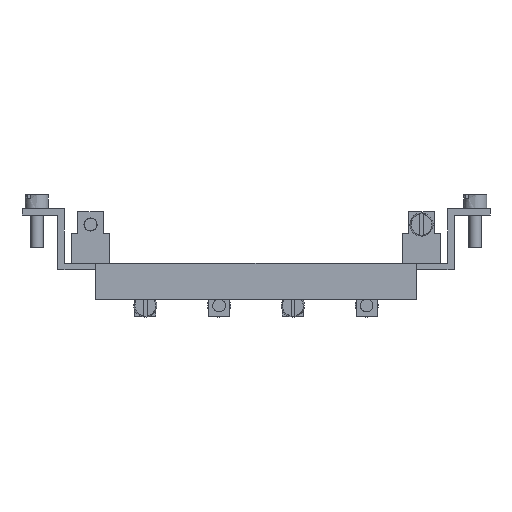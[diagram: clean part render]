
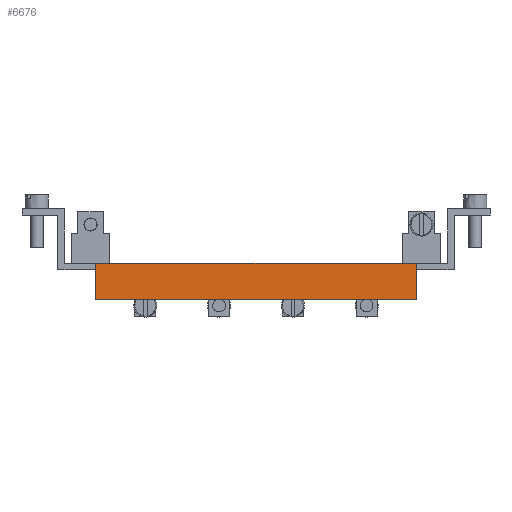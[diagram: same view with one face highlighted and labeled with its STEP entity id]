
A CAD part, front view. The second image highlights one B-rep face of the part: STEP entity #6676.
In plain terms, the highlighted free-form (B-spline) face has degree [1, 1] with [2, 2] control points.
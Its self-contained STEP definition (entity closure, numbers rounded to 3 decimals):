
#6641=CARTESIAN_POINT('F187',(-152.8,
   -58.,36.925));
#6642=CARTESIAN_POINT('F187',(-69.2,
   -58.,36.925));
#6643=CARTESIAN_POINT('F187',(-152.8,
   -58.,27.575));
#6644=CARTESIAN_POINT('F187',(-69.2,
   -58.,27.575));
#6645=QUASI_UNIFORM_SURFACE('F187',1,1,((#6641,#6643),(#6642,
   #6644)),.PLANE_SURF.,.F.,.F.,.U.);
#6646=CARTESIAN_POINT('V356',(-73.,
   -58.,28.));
#6647=VERTEX_POINT('V356',#6646);
#6648=CARTESIAN_POINT('V336',(-73.,
   -58.,36.5));
#6649=VERTEX_POINT('V336',#6648);
#6650=CARTESIAN_POINT('E534',(-73.,
   -58.,28.));
#6651=CARTESIAN_POINT('E534',(-73.,
   -58.,36.5));
#6652=B_SPLINE_CURVE_WITH_KNOTS('E534',1,(#6650,#6651),
   .POLYLINE_FORM.,.F.,.U.,(2,2),(0.0,5.667),
   .UNSPECIFIED.);
#6653=EDGE_CURVE('E534',#6647,#6649,#6652,.T.);
#6654=ORIENTED_EDGE('E534',*,*,#6653,.T.);
#6655=CARTESIAN_POINT('V337',(-149.,
   -58.,36.5));
#6656=VERTEX_POINT('V337',#6655);
#6657=CARTESIAN_POINT('E510',(-73.,
   -58.,36.5));
#6658=CARTESIAN_POINT('E510',(-149.,
   -58.,36.5));
#6659=B_SPLINE_CURVE_WITH_KNOTS('E510',1,(#6657,#6658),
   .POLYLINE_FORM.,.F.,.U.,(2,2),(0.0,50.667),
   .UNSPECIFIED.);
#6660=EDGE_CURVE('E510',#6649,#6656,#6659,.T.);
#6661=ORIENTED_EDGE('E510',*,*,#6660,.T.);
#6662=CARTESIAN_POINT('V359',(-149.,
   -58.,28.));
#6663=VERTEX_POINT('V359',#6662);
#6664=CARTESIAN_POINT('E538',(-149.,
   -58.,36.5));
#6665=CARTESIAN_POINT('E538',(-149.,
   -58.,28.));
#6666=B_SPLINE_CURVE_WITH_KNOTS('E538',1,(#6664,#6665),
   .POLYLINE_FORM.,.F.,.U.,(2,2),(0.0,5.667),
   .UNSPECIFIED.);
#6667=EDGE_CURVE('E538',#6656,#6663,#6666,.T.);
#6668=ORIENTED_EDGE('E538',*,*,#6667,.T.);
#6669=CARTESIAN_POINT('E570',(-149.,
   -58.,28.));
#6670=CARTESIAN_POINT('E570',(-73.,
   -58.,28.));
#6671=B_SPLINE_CURVE_WITH_KNOTS('E570',1,(#6669,#6670),
   .POLYLINE_FORM.,.F.,.U.,(2,2),(0.0,50.667),
   .UNSPECIFIED.);
#6672=EDGE_CURVE('E570',#6663,#6647,#6671,.T.);
#6673=ORIENTED_EDGE('E570',*,*,#6672,.T.);
#6674=EDGE_LOOP('F187',(#6654,#6661,#6668,#6673));
#6675=FACE_OUTER_BOUND('F187',#6674,.T.);
#6676=ADVANCED_FACE('F187',(#6675),#6645,.F.);
